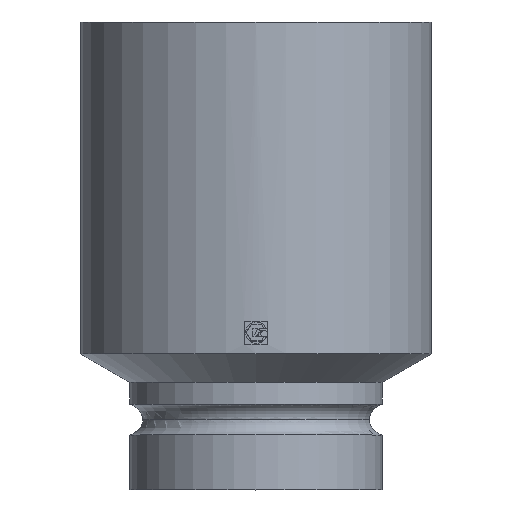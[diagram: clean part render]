
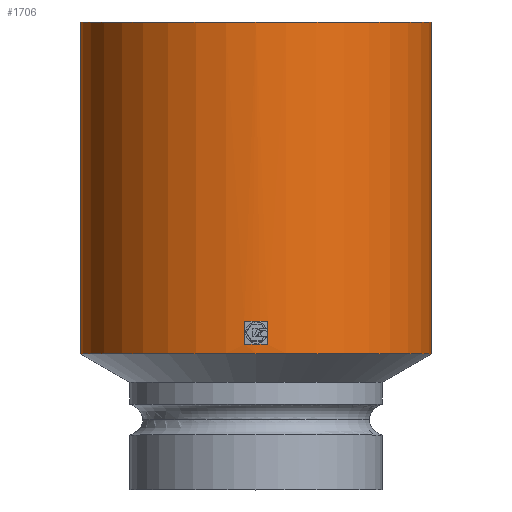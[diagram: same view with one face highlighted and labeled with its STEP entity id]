
A CAD part, top view. The second image highlights one B-rep face of the part: STEP entity #1706.
In plain terms, the highlighted cylindrical face has radius 37.5 mm (diameter 75 mm), a partial arc.
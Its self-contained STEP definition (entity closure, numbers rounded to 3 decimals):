
#12 = EDGE_CURVE ( 'NONE', #735, #1175, #695, .T. ) ;
#31 = DIRECTION ( 'NONE',  ( 0., -1., 0. ) ) ;
#37 = ORIENTED_EDGE ( 'NONE', *, *, #12, .T. ) ;
#136 = CARTESIAN_POINT ( 'NONE',  ( -2.498, 36.038, 37.417 ) ) ;
#167 = CARTESIAN_POINT ( 'NONE',  ( 0., 100., 0. ) ) ;
#183 = LINE ( 'NONE', #1527, #1333 ) ;
#219 = CARTESIAN_POINT ( 'NONE',  ( 37.5, 100., 0. ) ) ;
#233 = ORIENTED_EDGE ( 'NONE', *, *, #434, .F. ) ;
#237 = EDGE_LOOP ( 'NONE', ( #952, #1179, #1232, #37 ) ) ;
#244 = CARTESIAN_POINT ( 'NONE',  ( 0., 29.062, 0. ) ) ;
#254 = CIRCLE ( 'NONE', #473, 37.5 ) ;
#294 = EDGE_CURVE ( 'NONE', #696, #1175, #1222, .T. ) ;
#340 = CARTESIAN_POINT ( 'NONE',  ( 37.5, 29.062, 0. ) ) ;
#357 = DIRECTION ( 'NONE',  ( 0., -1., 0. ) ) ;
#406 = VECTOR ( 'NONE', #681, 1000. ) ;
#425 = CARTESIAN_POINT ( 'NONE',  ( 0., 36.038, 0. ) ) ;
#429 = VERTEX_POINT ( 'NONE', #1148 ) ;
#434 = EDGE_CURVE ( 'NONE', #1221, #904, #183, .T. ) ;
#442 = DIRECTION ( 'NONE',  ( 1., 0., 0. ) ) ;
#451 = EDGE_CURVE ( 'NONE', #1221, #1647, #518, .T. ) ;
#453 = DIRECTION ( 'NONE',  ( 0., -1., 0. ) ) ;
#473 = AXIS2_PLACEMENT_3D ( 'NONE', #244, #805, #1498 ) ;
#498 = DIRECTION ( 'NONE',  ( 0., -1., 0. ) ) ;
#516 = EDGE_LOOP ( 'NONE', ( #1635, #625, #664, #233 ) ) ;
#518 = CIRCLE ( 'NONE', #757, 37.5 ) ;
#555 = CARTESIAN_POINT ( 'NONE',  ( 2.498, 31.062, 37.417 ) ) ;
#625 = ORIENTED_EDGE ( 'NONE', *, *, #801, .T. ) ;
#643 = FACE_BOUND ( 'NONE', #237, .T. ) ;
#664 = ORIENTED_EDGE ( 'NONE', *, *, #1727, .F. ) ;
#681 = DIRECTION ( 'NONE',  ( 0., 1., 0. ) ) ;
#695 = CIRCLE ( 'NONE', #1157, 37.5 ) ;
#696 = VERTEX_POINT ( 'NONE', #136 ) ;
#735 = VERTEX_POINT ( 'NONE', #555 ) ;
#757 = AXIS2_PLACEMENT_3D ( 'NONE', #167, #1288, #442 ) ;
#786 = CARTESIAN_POINT ( 'NONE',  ( 0., 2.042, 0. ) ) ;
#791 = EDGE_CURVE ( 'NONE', #1088, #696, #1733, .T. ) ;
#801 = EDGE_CURVE ( 'NONE', #1647, #429, #1505, .T. ) ;
#805 = DIRECTION ( 'NONE',  ( 0., -1., 0. ) ) ;
#816 = CARTESIAN_POINT ( 'NONE',  ( 2.498, 31.062, 37.417 ) ) ;
#834 = DIRECTION ( 'NONE',  ( -0.067, 0., 0.998 ) ) ;
#882 = CARTESIAN_POINT ( 'NONE',  ( -37.5, 100., 0. ) ) ;
#904 = VERTEX_POINT ( 'NONE', #340 ) ;
#952 = ORIENTED_EDGE ( 'NONE', *, *, #294, .F. ) ;
#1051 = CARTESIAN_POINT ( 'NONE',  ( 0., 31.062, 0. ) ) ;
#1061 = DIRECTION ( 'NONE',  ( 1., 0., 0. ) ) ;
#1067 = AXIS2_PLACEMENT_3D ( 'NONE', #786, #498, #1061 ) ;
#1088 = VERTEX_POINT ( 'NONE', #1750 ) ;
#1114 = DIRECTION ( 'NONE',  ( 0., -1., 0. ) ) ;
#1148 = CARTESIAN_POINT ( 'NONE',  ( -37.5, 29.062, 0. ) ) ;
#1157 = AXIS2_PLACEMENT_3D ( 'NONE', #1051, #357, #1734 ) ;
#1175 = VERTEX_POINT ( 'NONE', #1395 ) ;
#1179 = ORIENTED_EDGE ( 'NONE', *, *, #791, .F. ) ;
#1198 = AXIS2_PLACEMENT_3D ( 'NONE', #425, #453, #834 ) ;
#1221 = VERTEX_POINT ( 'NONE', #219 ) ;
#1222 = LINE ( 'NONE', #1358, #1579 ) ;
#1232 = ORIENTED_EDGE ( 'NONE', *, *, #1499, .F. ) ;
#1248 = CARTESIAN_POINT ( 'NONE',  ( -37.5, 2.042, 0. ) ) ;
#1283 = LINE ( 'NONE', #816, #406 ) ;
#1288 = DIRECTION ( 'NONE',  ( 0., -1., 0. ) ) ;
#1333 = VECTOR ( 'NONE', #31, 1000. ) ;
#1358 = CARTESIAN_POINT ( 'NONE',  ( -2.498, 36.038, 37.417 ) ) ;
#1395 = CARTESIAN_POINT ( 'NONE',  ( -2.498, 31.062, 37.417 ) ) ;
#1498 = DIRECTION ( 'NONE',  ( 1., 0., 0. ) ) ;
#1499 = EDGE_CURVE ( 'NONE', #735, #1088, #1283, .T. ) ;
#1505 = LINE ( 'NONE', #1248, #1583 ) ;
#1527 = CARTESIAN_POINT ( 'NONE',  ( 37.5, 2.042, 0. ) ) ;
#1563 = FACE_OUTER_BOUND ( 'NONE', #516, .T. ) ;
#1579 = VECTOR ( 'NONE', #1741, 1000. ) ;
#1583 = VECTOR ( 'NONE', #1114, 1000. ) ;
#1635 = ORIENTED_EDGE ( 'NONE', *, *, #451, .T. ) ;
#1647 = VERTEX_POINT ( 'NONE', #882 ) ;
#1706 = ADVANCED_FACE ( 'NONE', ( #643, #1563 ), #1735, .T. ) ;
#1727 = EDGE_CURVE ( 'NONE', #904, #429, #254, .T. ) ;
#1733 = CIRCLE ( 'NONE', #1198, 37.5 ) ;
#1734 = DIRECTION ( 'NONE',  ( -0.067, 0., 0.998 ) ) ;
#1735 = CYLINDRICAL_SURFACE ( 'NONE', #1067, 37.5 ) ;
#1741 = DIRECTION ( 'NONE',  ( 0., -1., 0. ) ) ;
#1750 = CARTESIAN_POINT ( 'NONE',  ( 2.498, 36.038, 37.417 ) ) ;
